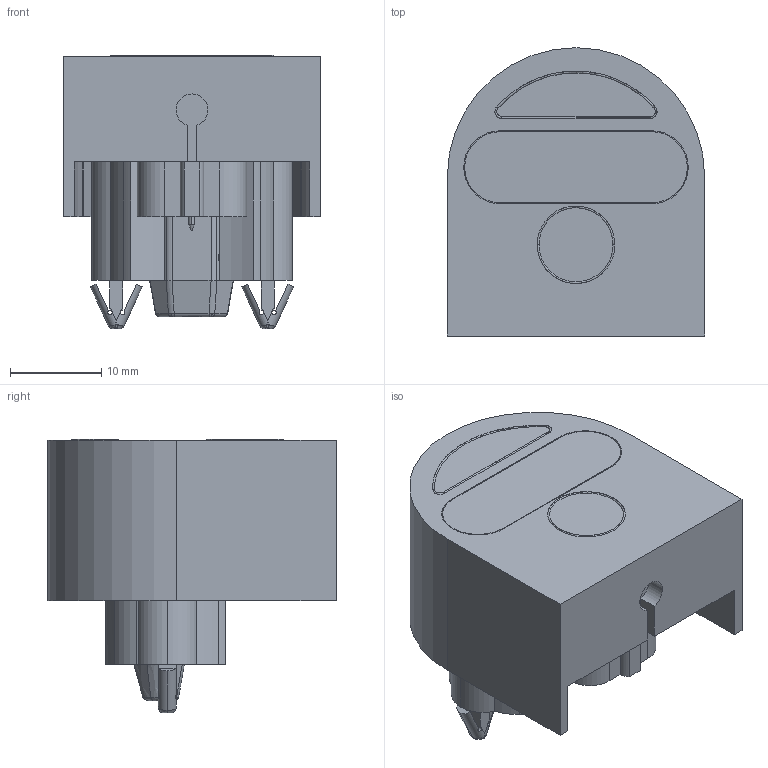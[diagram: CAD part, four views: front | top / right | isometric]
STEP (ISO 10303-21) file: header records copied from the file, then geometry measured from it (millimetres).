
FILE_DESCRIPTION (( 'STEP AP203' ), '1' );
FILE_NAME ('1804-0566_Default.step', '2022-02-03T14:54:33', ( 'Windows User' ), ( '' ), 'SwSTEP 2.0', 'SolidWorks 2021', '' );
FILE_SCHEMA (( 'CONFIG_CONTROL_DESIGN' ));
Length unit declared in the file: inch
Products named in the file (1): 1804-0566_Default
Bounding box: 28.2 x 31.6 x 30 mm (x, y, z)
Volume: 9646.8 mm3; surface area: 10490.6 mm2
Topology: 6 solids, 6 shells, 471 faces, 1221 edges, 765 vertices
Faces by surface type: cylinder 204, plane 167, bspline 66, cone 34
Entity records: 16332 total; most frequent: CARTESIAN_POINT 5181, ORIENTED_EDGE 2410, DIRECTION 2273, EDGE_CURVE 1205, AXIS2_PLACEMENT_3D 865, VERTEX_POINT 765, VECTOR 543, LINE 543
